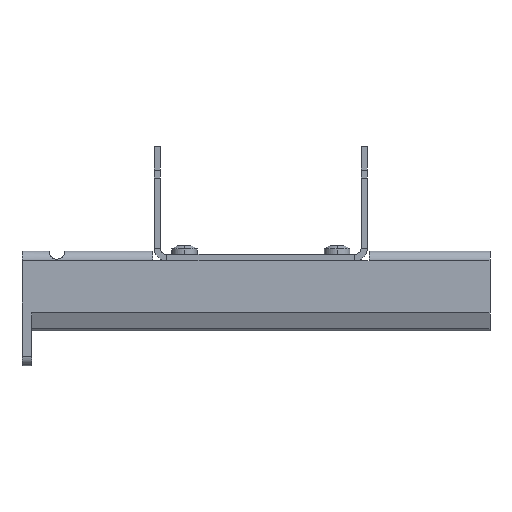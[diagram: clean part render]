
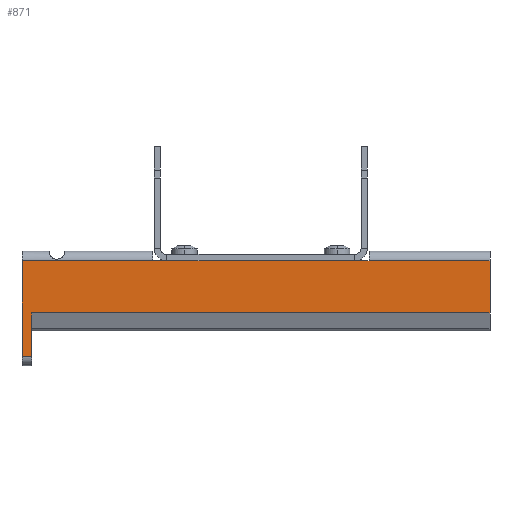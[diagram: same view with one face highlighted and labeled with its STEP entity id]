
A CAD part, left-side view. The second image highlights one B-rep face of the part: STEP entity #871.
In plain terms, the highlighted planar face has unit normal (-1, 0, 0).
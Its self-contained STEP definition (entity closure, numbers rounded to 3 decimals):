
#871=ADVANCED_FACE('',(#2241),#2242,.F.);
#879=VERTEX_POINT('',#2250);
#883=VERTEX_POINT('',#2254);
#885=EDGE_CURVE('',#883,#879,#2256,.T.);
#1015=VERTEX_POINT('',#2386);
#1019=VERTEX_POINT('',#2390);
#1021=EDGE_CURVE('',#1019,#1015,#2392,.T.);
#1029=VERTEX_POINT('',#2400);
#1037=VERTEX_POINT('',#2408);
#1041=EDGE_CURVE('',#1029,#1037,#2412,.T.);
#1057=VERTEX_POINT('',#2428);
#1061=VERTEX_POINT('',#2432);
#1063=EDGE_CURVE('',#1061,#1057,#2434,.T.);
#1071=VERTEX_POINT('',#2442);
#1073=EDGE_CURVE('',#1071,#1061,#2444,.T.);
#1089=EDGE_CURVE('',#1057,#1019,#2460,.T.);
#1119=EDGE_CURVE('',#1029,#1015,#2490,.T.);
#1855=EDGE_CURVE('',#879,#1071,#3226,.T.);
#1869=VERTEX_POINT('',#3240);
#1871=EDGE_CURVE('',#883,#1869,#3242,.T.);
#1875=EDGE_CURVE('',#1037,#1869,#3246,.T.);
#2241=FACE_OUTER_BOUND('',#3602,.T.);
#2242=PLANE('',#3603);
#2250=CARTESIAN_POINT('',(7.0,144.0,3.0));
#2254=CARTESIAN_POINT('',(7.0,147.0,3.0));
#2256=LINE('',#3621,#3622);
#2386=CARTESIAN_POINT('',(7.0,42.5,33.0));
#2390=CARTESIAN_POINT('',(7.0,38.0,33.0));
#2392=LINE('',#3893,#3894);
#2400=CARTESIAN_POINT('',(7.0,101.5,33.0));
#2408=CARTESIAN_POINT('',(7.0,106.0,33.0));
#2412=LINE('',#3925,#3926);
#2428=CARTESIAN_POINT('',(7.0,0.0,33.));
#2432=CARTESIAN_POINT('',(7.0,0.0,16.6));
#2434=LINE('',#3955,#3956);
#2442=CARTESIAN_POINT('',(7.0,144.0,16.6));
#2444=LINE('',#3971,#3972);
#2460=LINE('',#3998,#3999);
#2490=LINE('',#4113,#4114);
#3226=LINE('',#5229,#5230);
#3240=CARTESIAN_POINT('',(7.0,147.0,33.0));
#3242=LINE('',#5253,#5254);
#3246=LINE('',#5260,#5261);
#3602=EDGE_LOOP('',(#6329,#6330,#6331,#6332,#6333,#6334,#6335,#6336,#6337,#6338));
#3603=AXIS2_PLACEMENT_3D('',#6339,#6340,#6341);
#3621=CARTESIAN_POINT('',(7.0,147.0,3.0));
#3622=VECTOR('',#6346,3.0);
#3893=CARTESIAN_POINT('',(7.0,38.0,33.0));
#3894=VECTOR('',#6412,68.0);
#3925=CARTESIAN_POINT('',(7.0,38.0,33.0));
#3926=VECTOR('',#6418,68.0);
#3955=CARTESIAN_POINT('',(7.0,0.0,16.6));
#3956=VECTOR('',#6427,16.4);
#3971=CARTESIAN_POINT('',(7.0,144.0,16.6));
#3972=VECTOR('',#6430,144.0);
#3998=CARTESIAN_POINT('',(7.0,0.0,33.));
#3999=VECTOR('',#6438,38.0);
#4113=CARTESIAN_POINT('',(7.0,122.75,33.0));
#4114=VECTOR('',#6450,1.0);
#5229=CARTESIAN_POINT('',(7.0,144.0,3.0));
#5230=VECTOR('',#6882,30.0);
#5253=CARTESIAN_POINT('',(7.0,147.0,3.0));
#5254=VECTOR('',#6891,30.0);
#5260=CARTESIAN_POINT('',(7.0,144.0,33.0));
#5261=VECTOR('',#6895,3.0);
#6329=ORIENTED_EDGE('',*,*,#1871,.F.);
#6330=ORIENTED_EDGE('',*,*,#885,.T.);
#6331=ORIENTED_EDGE('',*,*,#1855,.T.);
#6332=ORIENTED_EDGE('',*,*,#1073,.T.);
#6333=ORIENTED_EDGE('',*,*,#1063,.T.);
#6334=ORIENTED_EDGE('',*,*,#1089,.T.);
#6335=ORIENTED_EDGE('',*,*,#1021,.T.);
#6336=ORIENTED_EDGE('',*,*,#1119,.F.);
#6337=ORIENTED_EDGE('',*,*,#1041,.T.);
#6338=ORIENTED_EDGE('',*,*,#1875,.T.);
#6339=CARTESIAN_POINT('',(7.0,145.5,18.0));
#6340=DIRECTION('',(1.0,0.0,0.0));
#6341=DIRECTION('',(0.0,0.0,-1.0));
#6346=DIRECTION('',(0.0,-1.0,0.0));
#6412=DIRECTION('',(0.0,1.0,0.0));
#6418=DIRECTION('',(0.0,1.0,0.0));
#6427=DIRECTION('',(0.0,0.0,1.0));
#6430=DIRECTION('',(0.0,-1.0,0.0));
#6438=DIRECTION('',(0.0,1.0,0.0));
#6450=DIRECTION('',(0.0,-1.0,0.0));
#6882=DIRECTION('',(0.0,0.0,1.0));
#6891=DIRECTION('',(0.0,0.0,1.0));
#6895=DIRECTION('',(0.0,1.0,0.0));
